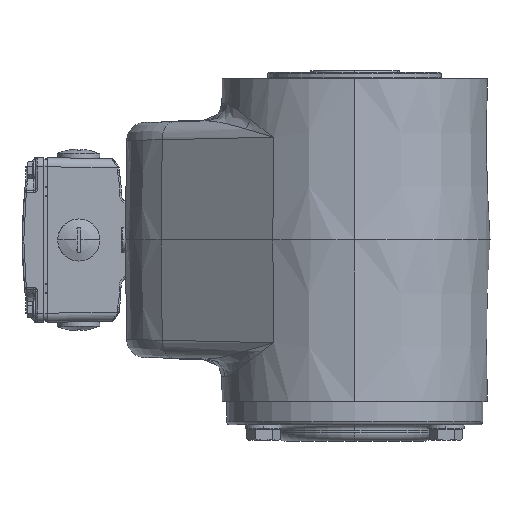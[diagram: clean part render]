
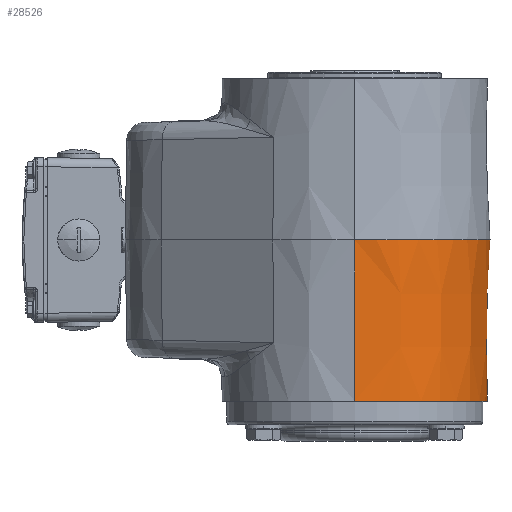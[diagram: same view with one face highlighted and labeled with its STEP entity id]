
A CAD part, left-side view. The second image highlights one B-rep face of the part: STEP entity #28526.
In plain terms, the highlighted conical face has half-angle 1 degrees and reference radius 73.232 mm.
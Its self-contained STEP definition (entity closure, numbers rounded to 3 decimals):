
#37=DIRECTION('',(0.017,0.,1.));
#38=VECTOR('',#37,12.974);
#39=CARTESIAN_POINT('',(-77.036,-30.,-88.));
#40=LINE('',#39,#38);
#144=CARTESIAN_POINT('',(-149.5,-30.,-88.));
#145=DIRECTION('',(0.,0.,1.));
#146=DIRECTION('',(-1.,0.,0.));
#147=AXIS2_PLACEMENT_3D('',#144,#145,#146);
#149=DIRECTION('',(-0.017,0.,1.));
#150=VECTOR('',#149,88.013);
#151=CARTESIAN_POINT('',(-221.964,-30.,-88.));
#152=LINE('',#151,#150);
#153=CARTESIAN_POINT('',(-149.5,-30.,0.));
#154=DIRECTION('',(0.,0.,1.));
#155=DIRECTION('',(-1.,0.,0.));
#156=AXIS2_PLACEMENT_3D('',#153,#154,#155);
#158=DIRECTION('',(-0.011,0.013,-1.));
#159=VECTOR('',#158,54.521);
#160=CARTESIAN_POINT('',(-101.004,-85.894,0.));
#161=LINE('',#160,#159);
#162=CARTESIAN_POINT('',(-101.627,-85.175,
-54.512));
#163=CARTESIAN_POINT('',(-101.63,-85.172,
-54.733));
#164=CARTESIAN_POINT('',(-101.629,-85.161,
-55.183));
#165=CARTESIAN_POINT('',(-101.609,-85.127,
-55.889));
#166=CARTESIAN_POINT('',(-101.567,-85.074,
-56.612));
#167=CARTESIAN_POINT('',(-101.504,-85.002,
-57.342));
#168=CARTESIAN_POINT('',(-101.419,-84.911,
-58.075));
#169=CARTESIAN_POINT('',(-101.314,-84.802,
-58.803));
#170=CARTESIAN_POINT('',(-101.188,-84.674,
-59.526));
#171=CARTESIAN_POINT('',(-101.039,-84.525,
-60.251));
#172=CARTESIAN_POINT('',(-100.873,-84.361,
-60.957));
#173=CARTESIAN_POINT('',(-100.686,-84.176,
-61.661));
#174=CARTESIAN_POINT('',(-100.478,-83.972,
-62.359));
#175=CARTESIAN_POINT('',(-100.255,-83.752,
-63.036));
#176=CARTESIAN_POINT('',(-100.014,-83.515,
-63.701));
#177=CARTESIAN_POINT('',(-99.753,-83.257,
-64.357));
#178=CARTESIAN_POINT('',(-99.479,-82.984,
-64.993));
#179=CARTESIAN_POINT('',(-99.191,-82.696,
-65.608));
#180=CARTESIAN_POINT('',(-98.886,-82.389,
-66.21));
#181=CARTESIAN_POINT('',(-98.567,-82.065,
-66.793));
#182=CARTESIAN_POINT('',(-98.238,-81.727,
-67.354));
#183=CARTESIAN_POINT('',(-97.897,-81.373,
-67.895));
#184=CARTESIAN_POINT('',(-97.543,-81.003,
-68.417));
#185=CARTESIAN_POINT('',(-97.18,-80.617,
-68.918));
#186=CARTESIAN_POINT('',(-96.808,-80.218,
-69.395));
#187=CARTESIAN_POINT('',(-96.426,-79.802,
-69.852));
#188=CARTESIAN_POINT('',(-96.035,-79.372,
-70.288));
#189=CARTESIAN_POINT('',(-95.638,-78.927,
-70.7));
#190=CARTESIAN_POINT('',(-95.232,-78.467,
-71.09));
#191=CARTESIAN_POINT('',(-94.82,-77.992,
-71.458));
#192=CARTESIAN_POINT('',(-94.402,-77.501,
-71.803));
#193=CARTESIAN_POINT('',(-93.977,-76.996,
-72.125));
#194=CARTESIAN_POINT('',(-93.546,-76.474,
-72.424));
#195=CARTESIAN_POINT('',(-93.11,-75.936,
-72.7));
#196=CARTESIAN_POINT('',(-92.668,-75.381,
-72.953));
#197=CARTESIAN_POINT('',(-92.219,-74.807,
-73.183));
#198=CARTESIAN_POINT('',(-91.764,-74.213,
-73.389));
#199=CARTESIAN_POINT('',(-91.301,-73.597,
-73.571));
#200=CARTESIAN_POINT('',(-90.829,-72.955,
-73.73));
#201=CARTESIAN_POINT('',(-90.346,-72.284,
-73.864));
#202=CARTESIAN_POINT('',(-89.846,-71.572,
-73.975));
#203=CARTESIAN_POINT('',(-89.331,-70.82,
-74.061));
#204=CARTESIAN_POINT('',(-88.761,-69.967,
-74.123));
#205=CARTESIAN_POINT('',(-88.193,-69.089,
-74.153));
#206=CARTESIAN_POINT('',(-87.725,-68.343,
-74.16));
#207=CARTESIAN_POINT('',(-87.311,-67.667,
-74.157));
#208=CARTESIAN_POINT('',(-86.948,-67.062,
-74.152));
#209=CARTESIAN_POINT('',(-86.626,-66.511,
-74.149));
#210=CARTESIAN_POINT('',(-86.341,-66.016,
-74.15));
#211=CARTESIAN_POINT('',(-86.175,-65.722,
-74.155));
#212=CARTESIAN_POINT('',(-86.098,-65.585,
-74.159));
#214=CARTESIAN_POINT('',(-86.098,-65.585,
-74.159));
#215=CARTESIAN_POINT('',(-85.779,-65.017,
-74.173));
#216=CARTESIAN_POINT('',(-85.157,-63.87,
-74.201));
#217=CARTESIAN_POINT('',(-84.269,-62.126,
-74.243));
#218=CARTESIAN_POINT('',(-83.429,-60.358,
-74.286));
#219=CARTESIAN_POINT('',(-82.636,-58.569,
-74.33));
#220=CARTESIAN_POINT('',(-81.892,-56.758,
-74.374));
#221=CARTESIAN_POINT('',(-81.197,-54.929,
-74.419));
#222=CARTESIAN_POINT('',(-80.552,-53.081,
-74.464));
#223=CARTESIAN_POINT('',(-79.956,-51.216,
-74.51));
#224=CARTESIAN_POINT('',(-79.411,-49.337,
-74.556));
#225=CARTESIAN_POINT('',(-78.917,-47.444,
-74.602));
#226=CARTESIAN_POINT('',(-78.474,-45.537,
-74.648));
#227=CARTESIAN_POINT('',(-78.082,-43.619,
-74.695));
#228=CARTESIAN_POINT('',(-77.742,-41.692,
-74.742));
#229=CARTESIAN_POINT('',(-77.454,-39.756,
-74.79));
#230=CARTESIAN_POINT('',(-77.219,-37.813,
-74.837));
#231=CARTESIAN_POINT('',(-77.035,-35.865,
-74.885));
#232=CARTESIAN_POINT('',(-76.905,-33.912,
-74.932));
#233=CARTESIAN_POINT('',(-76.826,-31.956,
-74.98));
#234=CARTESIAN_POINT('',(-76.809,-30.652,
-75.012));
#235=CARTESIAN_POINT('',(-76.81,-30.,
-75.028));
#25522=CARTESIAN_POINT('',(-223.5,-30.,0.));
#25524=VERTEX_POINT('',#25522);
#25525=CARTESIAN_POINT('',(-101.004,-85.894,
0.));
#25526=VERTEX_POINT('',#25525);
#25587=CARTESIAN_POINT('',(-77.036,-30.,-88.));
#25588=CARTESIAN_POINT('',(-221.964,-30.,-88.));
#25589=VERTEX_POINT('',#25587);
#25590=VERTEX_POINT('',#25588);
#25623=VERTEX_POINT('',#214);
#25624=VERTEX_POINT('',#235);
#25626=CARTESIAN_POINT('',(-101.627,-85.175,
-54.512));
#25627=VERTEX_POINT('',#25626);
#28508=CARTESIAN_POINT('',(-149.5,-30.,-44.));
#28509=DIRECTION('',(0.,0.,1.));
#28510=DIRECTION('',(1.,0.,0.));
#28511=AXIS2_PLACEMENT_3D('',#28508,#28509,#28510);
#28512=CONICAL_SURFACE('',#28511,73.232,1.);
#28513=ORIENTED_EDGE('',*,*,#28458,.F.);
#28514=ORIENTED_EDGE('',*,*,#28496,.T.);
#28516=ORIENTED_EDGE('',*,*,#28515,.T.);
#28518=ORIENTED_EDGE('',*,*,#28517,.T.);
#28520=ORIENTED_EDGE('',*,*,#28519,.T.);
#28522=ORIENTED_EDGE('',*,*,#28521,.T.);
#28523=ORIENTED_EDGE('',*,*,#28482,.F.);
#28524=EDGE_LOOP('',(#28513,#28514,#28516,#28518,#28520,#28522,#28523));
#28525=FACE_OUTER_BOUND('',#28524,.F.);
#148=CIRCLE('',#147,72.464);
#157=CIRCLE('',#156,74.);
#213=B_SPLINE_CURVE_WITH_KNOTS('',3,(#162,#163,#164,#165,#166,#167,#168,#169,
#170,#171,#172,#173,#174,#175,#176,#177,#178,#179,#180,#181,#182,#183,#184,#185,
#186,#187,#188,#189,#190,#191,#192,#193,#194,#195,#196,#197,#198,#199,#200,#201,
#202,#203,#204,#205,#206,#207,#208,#209,#210,#211,#212),.UNSPECIFIED.,.F.,.F.,
(4,1,1,1,1,1,1,1,1,1,1,1,1,1,1,1,1,1,1,1,1,1,1,1,1,1,1,1,1,1,1,1,1,1,1,1,1,1,1,
1,1,1,1,1,1,1,1,1,4),(0.,0.021,0.042,0.063,
0.083,0.104,0.125,0.146,0.167,
0.188,0.208,0.229,0.25,0.271,
0.292,0.313,0.333,0.354,0.375,
0.396,0.417,0.438,0.458,
0.479,0.5,0.521,0.542,0.563,
0.583,0.604,0.625,0.646,0.667,
0.688,0.708,0.729,0.75,0.771,
0.792,0.813,0.833,0.854,0.875,
0.896,0.917,0.938,0.958,
0.979,1.),.UNSPECIFIED.);
#236=B_SPLINE_CURVE_WITH_KNOTS('',3,(#214,#215,#216,#217,#218,#219,#220,#221,
#222,#223,#224,#225,#226,#227,#228,#229,#230,#231,#232,#233,#234,#235),
.UNSPECIFIED.,.F.,.F.,(4,1,1,1,1,1,1,1,1,1,1,1,1,1,1,1,1,1,1,4),(0.,
0.053,0.105,0.158,0.211,
0.263,0.316,0.368,0.421,
0.474,0.526,0.579,0.632,
0.684,0.737,0.789,0.842,
0.895,0.947,1.),.UNSPECIFIED.);
#28458=EDGE_CURVE('',#25590,#25589,#148,.T.);
#28482=EDGE_CURVE('',#25589,#25624,#40,.T.);
#28496=EDGE_CURVE('',#25590,#25524,#152,.T.);
#28515=EDGE_CURVE('',#25524,#25526,#157,.T.);
#28517=EDGE_CURVE('',#25526,#25627,#161,.T.);
#28519=EDGE_CURVE('',#25627,#25623,#213,.T.);
#28521=EDGE_CURVE('',#25623,#25624,#236,.T.);
#28526=ADVANCED_FACE('',(#28525),#28512,.T.);
